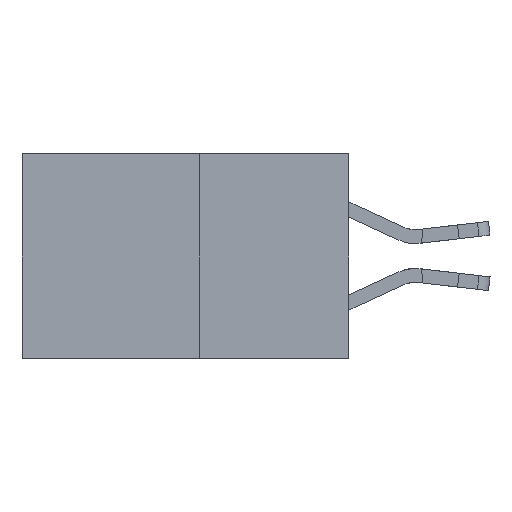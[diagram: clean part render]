
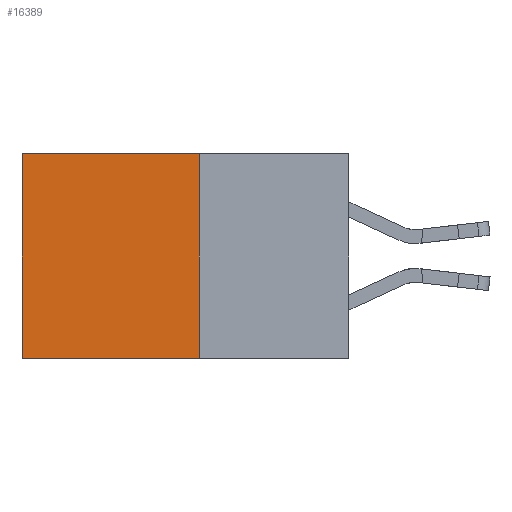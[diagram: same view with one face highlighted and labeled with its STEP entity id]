
A CAD part, left-side view. The second image highlights one B-rep face of the part: STEP entity #16389.
In plain terms, the highlighted planar face has unit normal (-1, 0, 0).
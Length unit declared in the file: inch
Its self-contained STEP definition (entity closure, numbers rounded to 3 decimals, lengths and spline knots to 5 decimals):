
#1361 = ORIENTED_EDGE ( 'NONE', *, *, #23531, .T. ) ;
#2040 = VERTEX_POINT ( 'NONE', #18919 ) ;
#4408 = VERTEX_POINT ( 'NONE', #15680 ) ;
#4479 = LINE ( 'NONE', #5571, #21998 ) ;
#4514 = CARTESIAN_POINT ( 'NONE',  ( 0.277, 0.27, -0.37 ) ) ;
#5571 = CARTESIAN_POINT ( 'NONE',  ( 0.277, 0.59, -0.37 ) ) ;
#7206 = PLANE ( 'NONE',  #26811 ) ;
#7809 = DIRECTION ( 'NONE',  ( 0., 0., -1. ) ) ;
#7815 = ORIENTED_EDGE ( 'NONE', *, *, #9250, .F. ) ;
#8068 = ORIENTED_EDGE ( 'NONE', *, *, #11949, .T. ) ;
#9250 = EDGE_CURVE ( 'NONE', #4408, #11491, #19491, .T. ) ;
#9447 = DIRECTION ( 'NONE',  ( 1., 0., 0. ) ) ;
#11491 = VERTEX_POINT ( 'NONE', #4514 ) ;
#11949 = EDGE_CURVE ( 'NONE', #4408, #2040, #25452, .T. ) ;
#12792 = EDGE_CURVE ( 'NONE', #11491, #26994, #22298, .T. ) ;
#14821 = DIRECTION ( 'NONE',  ( 0., 0., -1. ) ) ;
#15357 = CARTESIAN_POINT ( 'NONE',  ( 0.277, 0.27, -0.37 ) ) ;
#15680 = CARTESIAN_POINT ( 'NONE',  ( 0.277, 0.27, 0. ) ) ;
#15842 = VECTOR ( 'NONE', #17543, 39.37008 ) ;
#16389 = ADVANCED_FACE ( 'NONE', ( #26265 ), #7206, .F. ) ;
#16783 = ORIENTED_EDGE ( 'NONE', *, *, #12792, .F. ) ;
#16975 = CARTESIAN_POINT ( 'NONE',  ( 0.277, 0.59, -0.37 ) ) ;
#17543 = DIRECTION ( 'NONE',  ( 0., 1., 0. ) ) ;
#18919 = CARTESIAN_POINT ( 'NONE',  ( 0.277, 0.59, 0. ) ) ;
#19200 = CARTESIAN_POINT ( 'NONE',  ( 0.277, 0.27, -0.37 ) ) ;
#19491 = LINE ( 'NONE', #19200, #24606 ) ;
#21391 = EDGE_LOOP ( 'NONE', ( #1361, #16783, #7815, #8068 ) ) ;
#21590 = CARTESIAN_POINT ( 'NONE',  ( 0.277, 0.27, 0. ) ) ;
#21998 = VECTOR ( 'NONE', #7809, 39.37008 ) ;
#22298 = LINE ( 'NONE', #15357, #15842 ) ;
#22540 = CARTESIAN_POINT ( 'NONE',  ( 0.277, 0.27, -0.37 ) ) ;
#23531 = EDGE_CURVE ( 'NONE', #2040, #26994, #4479, .T. ) ;
#23788 = DIRECTION ( 'NONE',  ( 0., 1., 0. ) ) ;
#24606 = VECTOR ( 'NONE', #14821, 39.37008 ) ;
#24740 = DIRECTION ( 'NONE',  ( 0., 0., -1. ) ) ;
#24756 = VECTOR ( 'NONE', #23788, 39.37008 ) ;
#25452 = LINE ( 'NONE', #21590, #24756 ) ;
#26265 = FACE_OUTER_BOUND ( 'NONE', #21391, .T. ) ;
#26811 = AXIS2_PLACEMENT_3D ( 'NONE', #22540, #9447, #24740 ) ;
#26994 = VERTEX_POINT ( 'NONE', #16975 ) ;
